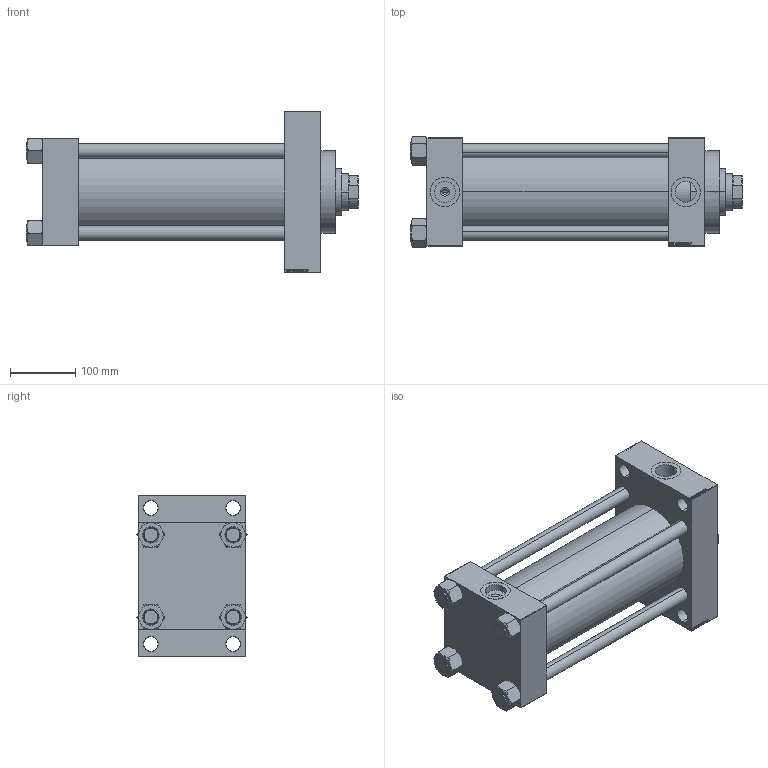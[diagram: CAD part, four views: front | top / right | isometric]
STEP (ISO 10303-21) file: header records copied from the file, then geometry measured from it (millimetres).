
FILE_DESCRIPTION (( 'STEP AP203' ), '1' );
FILE_NAME ('2c30.STEP', '2022-04-16T09:23:00', ( '' ), ( '' ), 'SwSTEP 2.0', 'SolidWorks 2019', '' );
FILE_SCHEMA (( 'CONFIG_CONTROL_DESIGN' ));
Length unit declared in the file: millimetre
Products named in the file (6): V215_VC_A b81e9b109f0415c071ffcfa5c138e987; V215CR_D_Body b81e9b109f0415c071ffcfa5c138e987; NUT_M5_D b81e9b109f0415c071ffcfa5c138e987; V215CR_D_TYCINKA b81e9b109f0415c071ffcfa5c138e987; V215CR_VCP_D b81e9b109f0415c071ffcfa5c138e987; 2c30
Assembly tree (11 placements, depth 2):
  2c30
    V215CR_D_Body b81e9b109f0415c071ffcfa5c138e987
    V215CR_VCP_D b81e9b109f0415c071ffcfa5c138e987
    NUT_M5_D b81e9b109f0415c071ffcfa5c138e987  x4
    V215CR_D_TYCINKA b81e9b109f0415c071ffcfa5c138e987  x4
    V215_VC_A b81e9b109f0415c071ffcfa5c138e987
Bounding box: 508 x 169.14 x 247 mm (x, y, z)
Volume: 6118083 mm3; surface area: 823162 mm2
Topology: 11 solids, 11 shells, 1154 faces, 2917 edges, 1897 vertices
Faces by surface type: plane 546, bspline 368, cone 142, cylinder 90, torus 8
Entity records: 47855 total; most frequent: CARTESIAN_POINT 25257, ORIENTED_EDGE 5098, DIRECTION 3283, EDGE_CURVE 2549, VERTEX_POINT 1675, VECTOR 1529, LINE 1529, EDGE_LOOP 1130
